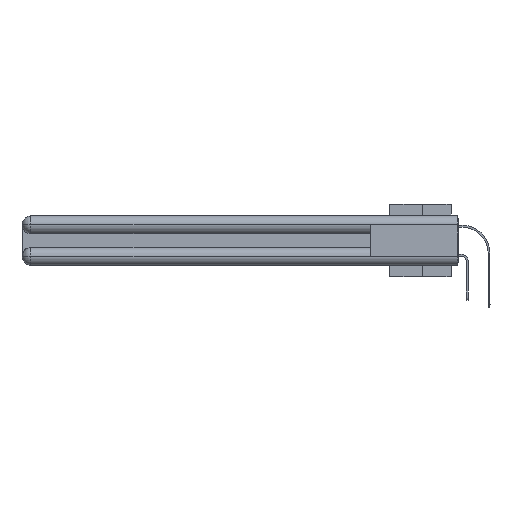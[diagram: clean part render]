
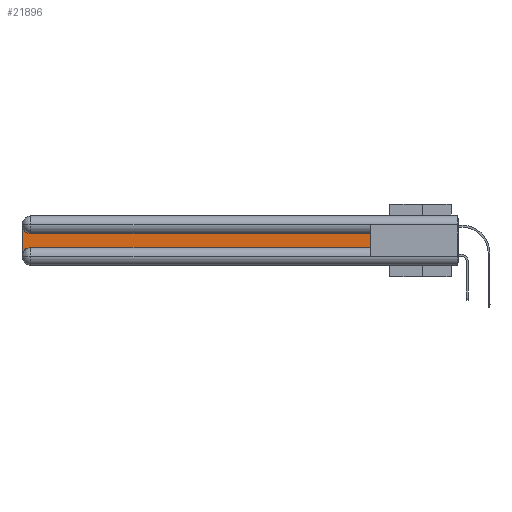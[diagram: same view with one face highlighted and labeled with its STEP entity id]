
A CAD part, left-side view. The second image highlights one B-rep face of the part: STEP entity #21896.
In plain terms, the highlighted planar face has unit normal (-1, 0, 0).
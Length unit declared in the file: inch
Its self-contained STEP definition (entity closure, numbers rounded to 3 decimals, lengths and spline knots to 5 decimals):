
#470 = ORIENTED_EDGE ( 'NONE', *, *, #28922, .T. ) ;
#743 = DIRECTION ( 'NONE',  ( 0., 0., 1. ) ) ;
#1291 = FACE_OUTER_BOUND ( 'NONE', #33721, .T. ) ;
#1423 = ORIENTED_EDGE ( 'NONE', *, *, #35952, .T. ) ;
#1784 = DIRECTION ( 'NONE',  ( 1., 0., 0. ) ) ;
#2154 = CARTESIAN_POINT ( 'NONE',  ( 0.075, 2.94, -0.2775 ) ) ;
#2379 = CARTESIAN_POINT ( 'NONE',  ( 0.075, 0.6, -0.1225 ) ) ;
#2570 = AXIS2_PLACEMENT_3D ( 'NONE', #6002, #19880, #31020 ) ;
#3341 = CARTESIAN_POINT ( 'NONE',  ( 0.075, 0.6, -0.2175 ) ) ;
#3849 = EDGE_CURVE ( 'NONE', #9510, #30862, #34082, .T. ) ;
#4004 = CARTESIAN_POINT ( 'NONE',  ( 0.075, 3., -0.1225 ) ) ;
#4991 = EDGE_CURVE ( 'NONE', #14853, #7098, #17539, .T. ) ;
#5493 = DIRECTION ( 'NONE',  ( 0., 1., 0. ) ) ;
#6002 = CARTESIAN_POINT ( 'NONE',  ( 0.075, 2.94, -0.0625 ) ) ;
#7098 = VERTEX_POINT ( 'NONE', #22418 ) ;
#9510 = VERTEX_POINT ( 'NONE', #11306 ) ;
#9711 = VECTOR ( 'NONE', #35295, 39.37008 ) ;
#9915 = VECTOR ( 'NONE', #5493, 39.37008 ) ;
#10329 = VERTEX_POINT ( 'NONE', #32919 ) ;
#10365 = PLANE ( 'NONE',  #29275 ) ;
#10484 = LINE ( 'NONE', #29644, #25280 ) ;
#11298 = EDGE_CURVE ( 'NONE', #30862, #10329, #29620, .T. ) ;
#11306 = CARTESIAN_POINT ( 'NONE',  ( 0.075, 2.94, -0.1225 ) ) ;
#14221 = CARTESIAN_POINT ( 'NONE',  ( 0.075, 2.94, -0.2175 ) ) ;
#14521 = VERTEX_POINT ( 'NONE', #14221 ) ;
#14853 = VERTEX_POINT ( 'NONE', #3341 ) ;
#15175 = DIRECTION ( 'NONE',  ( 0., 0., -1. ) ) ;
#16858 = EDGE_CURVE ( 'NONE', #10329, #14521, #17399, .T. ) ;
#17399 = CIRCLE ( 'NONE', #20915, 0.06 ) ;
#17539 = LINE ( 'NONE', #25573, #35057 ) ;
#19880 = DIRECTION ( 'NONE',  ( 1., 0., 0. ) ) ;
#20915 = AXIS2_PLACEMENT_3D ( 'NONE', #2154, #1784, #24438 ) ;
#21432 = ORIENTED_EDGE ( 'NONE', *, *, #11298, .T. ) ;
#21492 = DIRECTION ( 'NONE',  ( 1., 0., 0. ) ) ;
#21896 = ADVANCED_FACE ( 'NONE', ( #1291 ), #10365, .F. ) ;
#22418 = CARTESIAN_POINT ( 'NONE',  ( 0.075, 0.6, -0.1225 ) ) ;
#23073 = ORIENTED_EDGE ( 'NONE', *, *, #3849, .T. ) ;
#23735 = ORIENTED_EDGE ( 'NONE', *, *, #4991, .T. ) ;
#23987 = CARTESIAN_POINT ( 'NONE',  ( 0.075, 3., -0.2175 ) ) ;
#24438 = DIRECTION ( 'NONE',  ( 0., 0., -1. ) ) ;
#25280 = VECTOR ( 'NONE', #27452, 39.37008 ) ;
#25573 = CARTESIAN_POINT ( 'NONE',  ( 0.075, 0.6, -0.2175 ) ) ;
#26849 = LINE ( 'NONE', #2379, #9915 ) ;
#27452 = DIRECTION ( 'NONE',  ( 0., -1., 0. ) ) ;
#28922 = EDGE_CURVE ( 'NONE', #14521, #14853, #10484, .T. ) ;
#29275 = AXIS2_PLACEMENT_3D ( 'NONE', #4004, #21492, #15175 ) ;
#29620 = LINE ( 'NONE', #23987, #9711 ) ;
#29644 = CARTESIAN_POINT ( 'NONE',  ( 0.075, 0.6, -0.2175 ) ) ;
#30862 = VERTEX_POINT ( 'NONE', #32627 ) ;
#30909 = ORIENTED_EDGE ( 'NONE', *, *, #16858, .T. ) ;
#31020 = DIRECTION ( 'NONE',  ( 0., 0., -1. ) ) ;
#32627 = CARTESIAN_POINT ( 'NONE',  ( 0.075, 3., -0.0625 ) ) ;
#32919 = CARTESIAN_POINT ( 'NONE',  ( 0.075, 3., -0.2775 ) ) ;
#33721 = EDGE_LOOP ( 'NONE', ( #1423, #23073, #21432, #30909, #470, #23735 ) ) ;
#34082 = CIRCLE ( 'NONE', #2570, 0.06 ) ;
#35057 = VECTOR ( 'NONE', #743, 39.37008 ) ;
#35295 = DIRECTION ( 'NONE',  ( 0., 0., -1. ) ) ;
#35952 = EDGE_CURVE ( 'NONE', #7098, #9510, #26849, .T. ) ;
